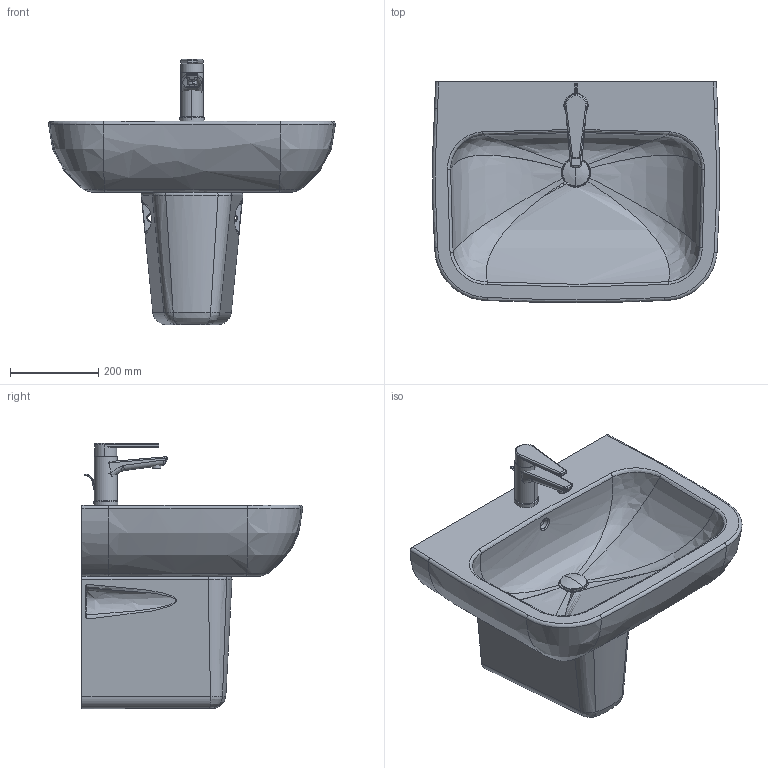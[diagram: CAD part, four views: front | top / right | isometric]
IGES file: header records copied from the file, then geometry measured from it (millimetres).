
Global section: file name: No Iges File Name specified; native system: AutoDesk Inventor R11.0; preprocessor: AutoDesk Inventor Iges Exporter R11.0; author: No Author specified; organization: No Organization specified; date: 20071024.202730; units: millimetre
Bounding box: 648.95 x 500.85 x 600 mm (x, y, z)
Volume: 24222829.1 mm3; surface area: 1754964.2 mm2
Topology: 9 solids, 9 shells, 349 faces, 867 edges, 506 vertices
Faces by surface type: bspline 120, cylinder 79, plane 66, revolution 38, torus 22, sphere 18, cone 6
